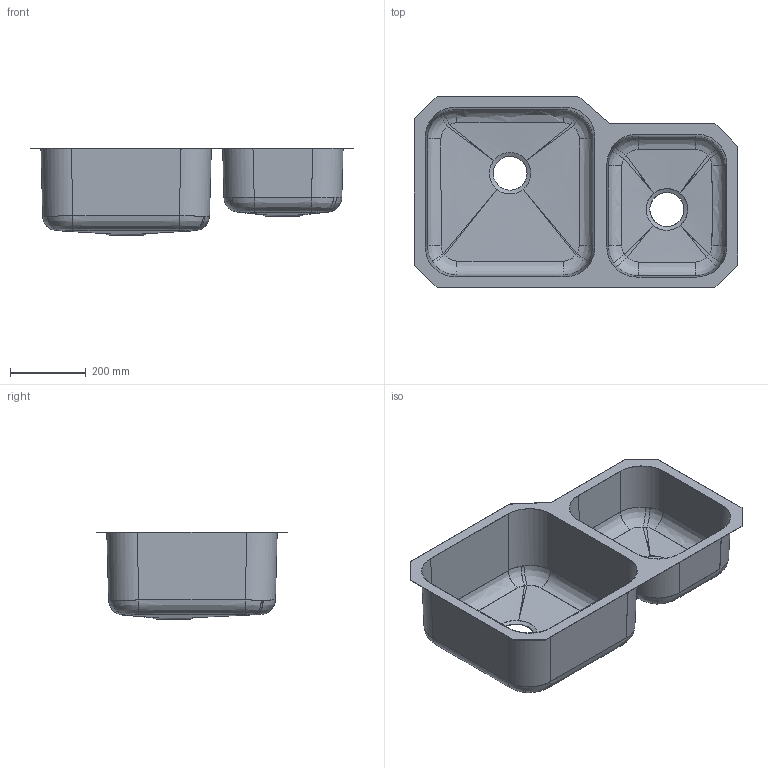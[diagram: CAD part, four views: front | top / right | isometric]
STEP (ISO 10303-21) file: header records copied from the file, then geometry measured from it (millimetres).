
FILE_DESCRIPTION(/* description */ (''),/* implementation_level */ '2;1');
FILE_NAME(/* name */ '8551',/* time_stamp */ '2020-03-09T12:01:51+08:00',/* author */ (''),/* organization */ (''),/* preprocessor_version */ 'ST-DEVELOPER v9',/* originating_system */ 'UGS - NX 4.0',/* authorisation */ '');
FILE_SCHEMA (('AUTOMOTIVE_DESIGN { 1 0 10303 214 1 1 1 1 }'));
Length unit declared in the file: millimetre
Products named in the file (1): Admi6435wil1
Bounding box: 854 x 506 x 230 mm (x, y, z)
Volume: 741418.9 mm3; surface area: 1772839.5 mm2
Topology: 1 solids, 1 shells, 148 faces, 423 edges, 263 vertices
Faces by surface type: bspline 100, plane 30, cylinder 16, extrusion 2
Entity records: 8240 total; most frequent: CARTESIAN_POINT 5305, ORIENTED_EDGE 790, EDGE_CURVE 395, DIRECTION 334, VERTEX_POINT 257, B_SPLINE_CURVE_WITH_KNOTS 232, EDGE_LOOP 160, ADVANCED_FACE 148
